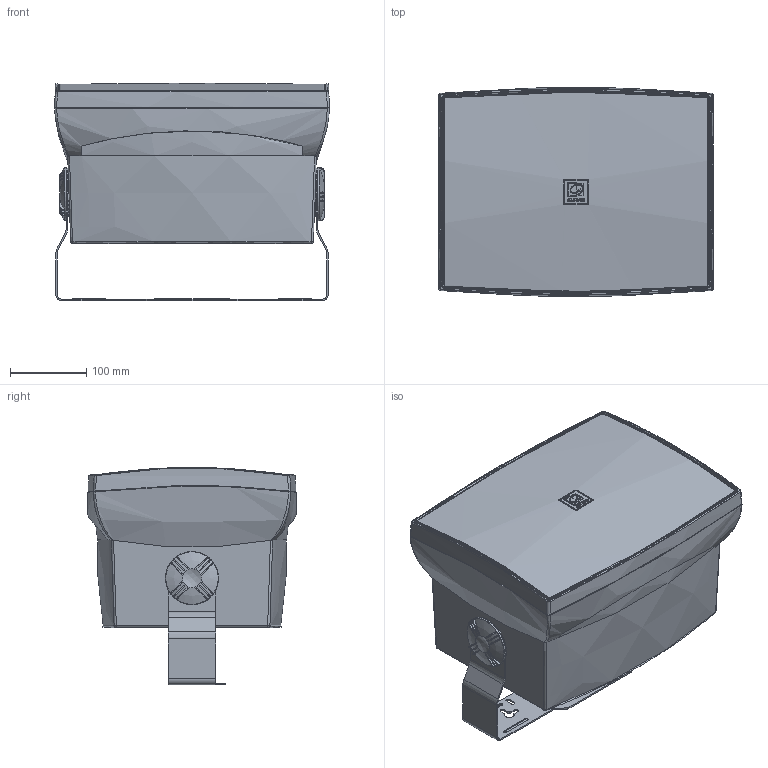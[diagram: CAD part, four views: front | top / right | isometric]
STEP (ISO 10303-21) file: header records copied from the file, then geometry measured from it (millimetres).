
FILE_DESCRIPTION(/* description */ (''),/* implementation_level */ '2;1');
FILE_NAME(/* name */ 'AUDAC-WX802MK2.stp',/* time_stamp */ '2023-06-27T16:36:25+02:00',/* author */ ('nick'),/* organization */ (''),/* preprocessor_version */ 'ST-DEVELOPER v19.2',/* originating_system */ 'Autodesk Inventor 2023',/* authorisation */ '');
FILE_SCHEMA (('AUTOMOTIVE_DESIGN { 1 0 10303 214 3 1 1 }'));
Products named in the file (1): AUDAC - WX802MK2
Bounding box: 361.06 x 274.2 x 285.55 mm (x, y, z)
Volume: 18326201.6 mm3; surface area: 751249.9 mm2
Topology: 5 solids, 5 shells, 1248 faces, 3202 edges, 2043 vertices
Faces by surface type: cylinder 364, plane 332, bspline 242, torus 187, cone 70, sphere 53
Full cylindrical faces by diameter (mm): 6.5 x2, 10 x2, 18 x1, 33.5 x1, 33.6 x1
Entity records: 51778 total; most frequent: CARTESIAN_POINT 21788, ORIENTED_EDGE 6408, DIRECTION 5527, EDGE_CURVE 3204, AXIS2_PLACEMENT_3D 2263, VERTEX_POINT 2045, EDGE_LOOP 1343, STYLED_ITEM 1252
